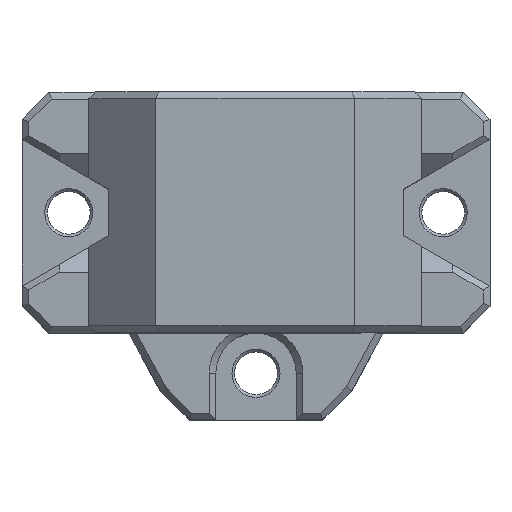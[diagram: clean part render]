
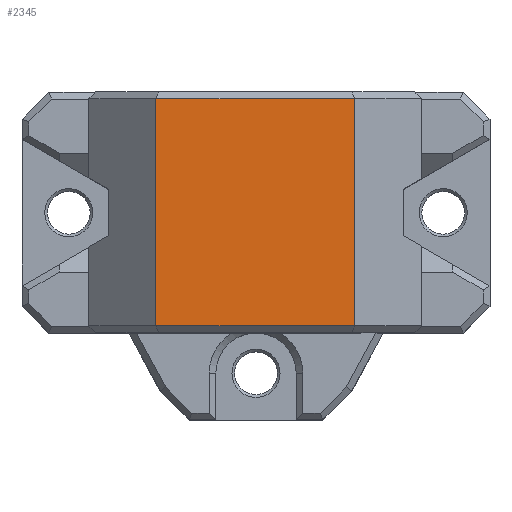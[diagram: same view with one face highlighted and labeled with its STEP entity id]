
A CAD part, top view. The second image highlights one B-rep face of the part: STEP entity #2345.
In plain terms, the highlighted planar face has unit normal (0, 0, 1).
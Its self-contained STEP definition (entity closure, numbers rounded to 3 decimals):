
#72=FACE_OUTER_BOUND('',#207,.T.);
#207=EDGE_LOOP('',(#1700,#1701,#1702,#1703));
#389=LINE('',#3356,#696);
#407=LINE('',#3394,#714);
#413=LINE('',#3405,#720);
#435=LINE('',#3449,#742);
#696=VECTOR('',#2705,10.);
#714=VECTOR('',#2733,10.);
#720=VECTOR('',#2741,1000.);
#742=VECTOR('',#2773,1000.);
#993=VERTEX_POINT('',#3330);
#1003=VERTEX_POINT('',#3354);
#1014=VERTEX_POINT('',#3381);
#1018=VERTEX_POINT('',#3393);
#1226=EDGE_CURVE('',#1003,#993,#389,.T.);
#1244=EDGE_CURVE('',#1014,#1018,#407,.T.);
#1250=EDGE_CURVE('',#1014,#993,#413,.T.);
#1273=EDGE_CURVE('',#1003,#1018,#435,.T.);
#1700=ORIENTED_EDGE('',*,*,#1226,.F.);
#1701=ORIENTED_EDGE('',*,*,#1273,.T.);
#1702=ORIENTED_EDGE('',*,*,#1244,.F.);
#1703=ORIENTED_EDGE('',*,*,#1250,.T.);
#2228=PLANE('',#2502);
#2345=ADVANCED_FACE('',(#72),#2228,.T.);
#2502=AXIS2_PLACEMENT_3D('',#3534,#2826,#2827);
#2705=DIRECTION('',(0.,-1.,0.));
#2733=DIRECTION('',(0.,1.,0.));
#2741=DIRECTION('',(1.,0.,0.));
#2773=DIRECTION('',(-1.,0.,0.));
#2826=DIRECTION('center_axis',(0.,0.,1.));
#2827=DIRECTION('ref_axis',(1.,0.,0.));
#3330=CARTESIAN_POINT('',(7.374,-17.5,28.));
#3354=CARTESIAN_POINT('',(7.374,-0.5,28.));
#3356=CARTESIAN_POINT('',(7.374,-14.,28.));
#3381=CARTESIAN_POINT('',(-7.5,-17.5,28.));
#3393=CARTESIAN_POINT('',(-7.5,-0.5,28.));
#3394=CARTESIAN_POINT('',(-7.5,-14.,28.));
#3405=CARTESIAN_POINT('',(9.5,-17.5,28.));
#3449=CARTESIAN_POINT('',(-9.5,-0.5,28.));
#3534=CARTESIAN_POINT('Origin',(0.,0.,28.));
